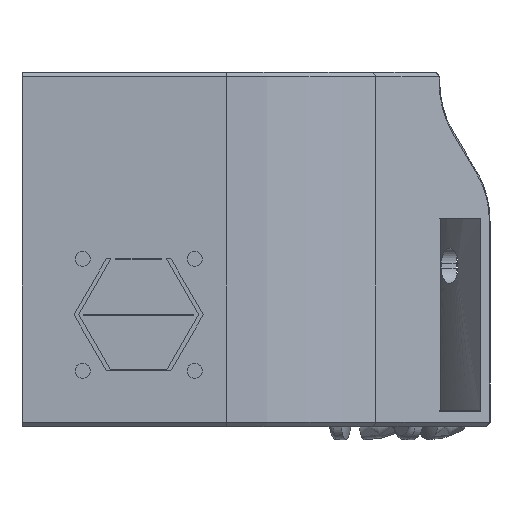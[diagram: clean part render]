
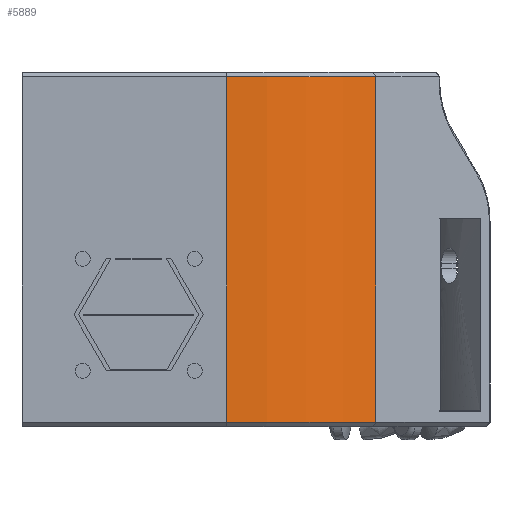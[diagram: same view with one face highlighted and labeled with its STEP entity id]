
A CAD part, left-side view. The second image highlights one B-rep face of the part: STEP entity #5889.
In plain terms, the highlighted cylindrical face has radius 50 mm (diameter 100 mm), a partial arc.
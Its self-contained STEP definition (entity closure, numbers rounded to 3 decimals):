
#2218 = VERTEX_POINT('',#2219);
#2219 = CARTESIAN_POINT('',(-87.537,123.171,-43.));
#2242 = VERTEX_POINT('',#2243);
#2243 = CARTESIAN_POINT('',(-75.952,91.167,-43.));
#2249 = EDGE_CURVE('',#2242,#2218,#2250,.T.);
#2250 = CIRCLE('',#2251,50.);
#2251 = AXIS2_PLACEMENT_3D('',#2252,#2253,#2254);
#2252 = CARTESIAN_POINT('',(-37.537,123.171,-43.));
#2253 = DIRECTION('',(0.,0.,-1.));
#2254 = DIRECTION('',(-0.768,-0.64,0.
    ));
#3766 = EDGE_CURVE('',#3767,#2218,#3769,.T.);
#3767 = VERTEX_POINT('',#3768);
#3768 = CARTESIAN_POINT('',(-87.537,123.171,31.));
#3769 = LINE('',#3770,#3771);
#3770 = CARTESIAN_POINT('',(-87.537,123.171,30.));
#3771 = VECTOR('',#3772,1.);
#3772 = DIRECTION('',(0.,0.,-1.));
#5889 = ADVANCED_FACE('',(#5890),#5909,.T.);
#5890 = FACE_BOUND('',#5891,.F.);
#5891 = EDGE_LOOP('',(#5892,#5893,#5902,#5908));
#5892 = ORIENTED_EDGE('',*,*,#3766,.F.);
#5893 = ORIENTED_EDGE('',*,*,#5894,.F.);
#5894 = EDGE_CURVE('',#5895,#3767,#5897,.T.);
#5895 = VERTEX_POINT('',#5896);
#5896 = CARTESIAN_POINT('',(-75.952,91.167,31.));
#5897 = CIRCLE('',#5898,50.);
#5898 = AXIS2_PLACEMENT_3D('',#5899,#5900,#5901);
#5899 = CARTESIAN_POINT('',(-37.537,123.171,31.));
#5900 = DIRECTION('',(-0.,0.,-1.));
#5901 = DIRECTION('',(-0.768,-0.64,0.));
#5902 = ORIENTED_EDGE('',*,*,#5903,.F.);
#5903 = EDGE_CURVE('',#2242,#5895,#5904,.T.);
#5904 = LINE('',#5905,#5906);
#5905 = CARTESIAN_POINT('',(-75.952,91.167,30.));
#5906 = VECTOR('',#5907,1.);
#5907 = DIRECTION('',(0.,0.,1.));
#5908 = ORIENTED_EDGE('',*,*,#2249,.T.);
#5909 = CYLINDRICAL_SURFACE('',#5910,50.);
#5910 = AXIS2_PLACEMENT_3D('',#5911,#5912,#5913);
#5911 = CARTESIAN_POINT('',(-37.537,123.171,30.));
#5912 = DIRECTION('',(0.,0.,-1.));
#5913 = DIRECTION('',(1.,0.,0.));
